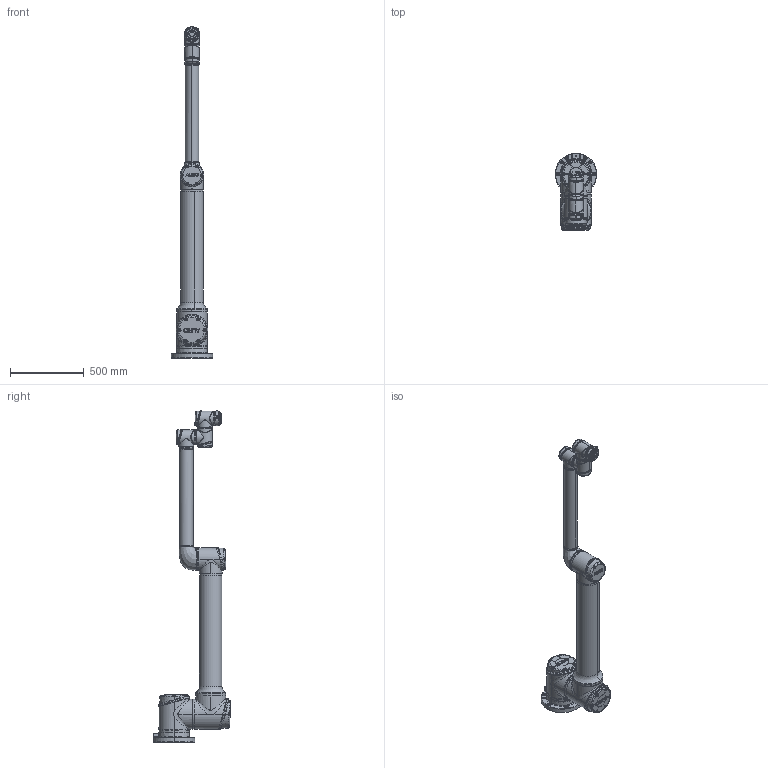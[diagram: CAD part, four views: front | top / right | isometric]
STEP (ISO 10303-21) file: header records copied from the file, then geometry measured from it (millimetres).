
FILE_DESCRIPTION (( 'STEP AP214' ), '1' );
FILE_NAME ('iS20L-T0-Ä£ÐÍ.STEP', '2024-10-23T05:58:17', ( '' ), ( '' ), 'SwSTEP 2.0', 'SolidWorks 2022', '' );
FILE_SCHEMA (( 'AUTOMOTIVE_DESIGN' ));
Length unit declared in the file: millimetre
Products named in the file (8): iS25-底座-简化1; iS20-末端简化; i20L-大臂; M20模块; iS20L-T0-模型; M45P-模块; M20关节模块; iS20L-小臂
Assembly tree (8 placements, depth 3):
  iS20L-T0-模型
    iS20L-小臂
    i20L-大臂
    M45P-模块
    iS25-底座-简化1
    M20模块  x2
      M20关节模块
    iS20-末端简化
Bounding box: 282.39 x 520.45 x 2247.45 mm (x, y, z)
Volume: 52392233.9 mm3; surface area: 1838460.8 mm2
Topology: 8 solids, 34 shells, 3255 faces, 8020 edges, 4957 vertices
Faces by surface type: bspline 1005, plane 910, cylinder 699, cone 338, torus 263, sphere 40
Entity records: 712245 total; most frequent: CARTESIAN_POINT 624781, ORIENTED_EDGE 14366, DIRECTION 10259, EDGE_CURVE 7183, VERTEX_POINT 4464, AXIS2_PLACEMENT_3D 4183, EDGE_LOOP 3163, B_SPLINE_CURVE_WITH_KNOTS 2979
